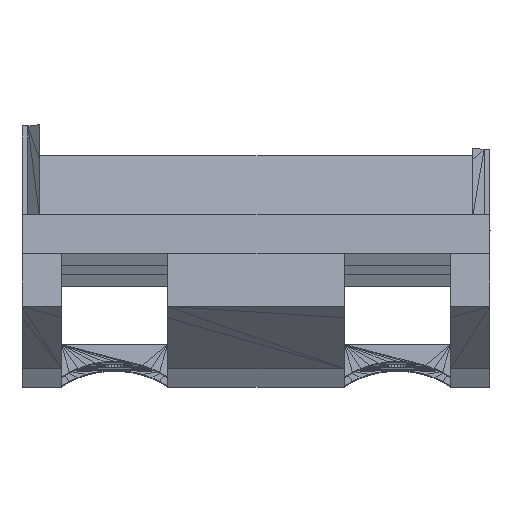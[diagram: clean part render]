
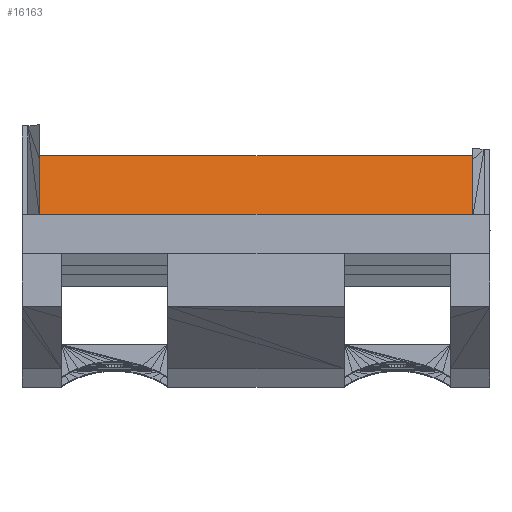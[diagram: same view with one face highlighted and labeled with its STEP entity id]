
A CAD part, left-side view. The second image highlights one B-rep face of the part: STEP entity #16163.
In plain terms, the highlighted planar face has unit normal (-0.985, 0, 0.173).
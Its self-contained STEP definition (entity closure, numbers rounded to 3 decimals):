
#565=FACE_OUTER_BOUND('',#1749,.T.);
#1749=EDGE_LOOP('',(#11948,#11949,#11950,#11951));
#3377=LINE('',#24546,#5587);
#3378=LINE('',#24548,#5588);
#3379=LINE('',#24550,#5589);
#3380=LINE('',#24551,#5590);
#5587=VECTOR('',#20072,10.);
#5588=VECTOR('',#20073,10.);
#5589=VECTOR('',#20074,10.);
#5590=VECTOR('',#20075,10.);
#7251=VERTEX_POINT('',#24544);
#7252=VERTEX_POINT('',#24545);
#7253=VERTEX_POINT('',#24547);
#7254=VERTEX_POINT('',#24549);
#8795=EDGE_CURVE('',#7251,#7252,#3377,.T.);
#8796=EDGE_CURVE('',#7252,#7253,#3378,.T.);
#8797=EDGE_CURVE('',#7254,#7253,#3379,.T.);
#8798=EDGE_CURVE('',#7251,#7254,#3380,.T.);
#11948=ORIENTED_EDGE('',*,*,#8795,.T.);
#11949=ORIENTED_EDGE('',*,*,#8796,.T.);
#11950=ORIENTED_EDGE('',*,*,#8797,.F.);
#11951=ORIENTED_EDGE('',*,*,#8798,.F.);
#14981=PLANE('',#17362);
#16163=ADVANCED_FACE('',(#565),#14981,.T.);
#17362=AXIS2_PLACEMENT_3D('',#24543,#20070,#20071);
#20070=DIRECTION('center_axis',(-0.985,0.,0.173));
#20071=DIRECTION('ref_axis',(0.173,0.,0.985));
#20072=DIRECTION('',(0.173,0.,0.985));
#20073=DIRECTION('',(0.,1.,0.));
#20074=DIRECTION('',(0.173,0.,0.985));
#20075=DIRECTION('',(0.,1.,0.));
#24543=CARTESIAN_POINT('Origin',(50.674,45.,588.257));
#24544=CARTESIAN_POINT('',(24.635,45.,440.168));
#24545=CARTESIAN_POINT('',(50.674,45.,588.257));
#24546=CARTESIAN_POINT('',(24.635,45.,440.168));
#24547=CARTESIAN_POINT('',(50.674,1145.,588.257));
#24548=CARTESIAN_POINT('',(50.674,45.,588.257));
#24549=CARTESIAN_POINT('',(24.635,1145.,440.168));
#24550=CARTESIAN_POINT('',(24.635,1145.,440.168));
#24551=CARTESIAN_POINT('',(24.635,45.,440.168));
